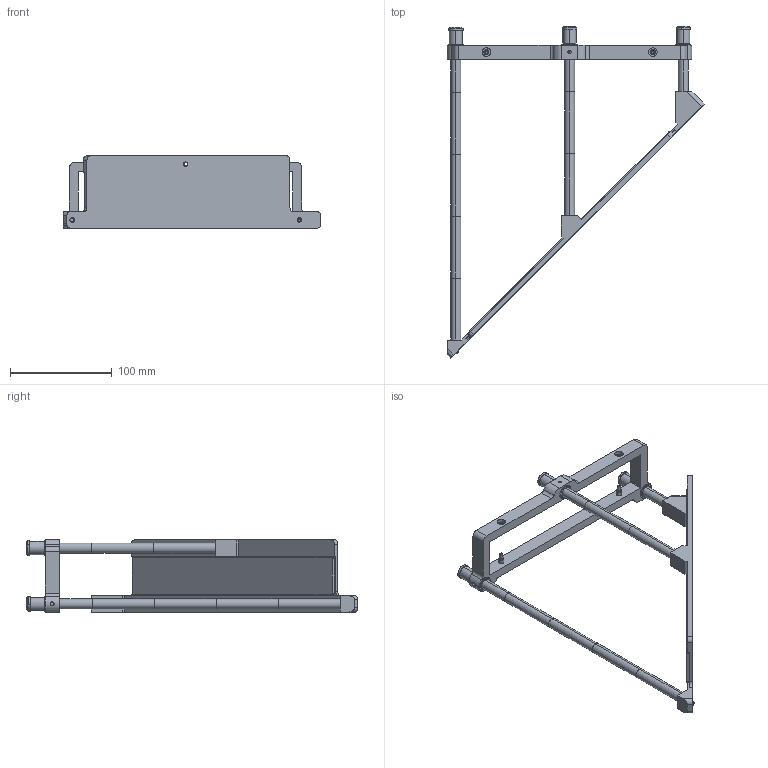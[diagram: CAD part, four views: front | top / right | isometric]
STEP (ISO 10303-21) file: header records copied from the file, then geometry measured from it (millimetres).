
FILE_DESCRIPTION (( 'STEP AP203' ), '1' );
FILE_NAME ('DP22529-B_CMMR4K180-L.step', '2022-01-12T14:54:28', ( '' ), ( '' ), 'SwSTEP 2.0', 'SolidWorks 2021', '' );
FILE_SCHEMA (( 'CONFIG_CONTROL_DESIGN' ));
Length unit declared in the file: millimetre
Products named in the file (1): DP22529-B_CMMR4K180-L
Bounding box: 253.62 x 327.03 x 72 mm (x, y, z)
Surface area: 110646.5 mm2 (no closed solid volume)
Topology: 0 solids, 38 shells, 252 faces, 704 edges, 483 vertices
Faces by surface type: plane 118, cylinder 106, cone 28
Entity records: 8286 total; most frequent: CARTESIAN_POINT 1568, DIRECTION 1485, ORIENTED_EDGE 1189, EDGE_CURVE 702, AXIS2_PLACEMENT_3D 544, VERTEX_POINT 483, LINE 397, VECTOR 397
